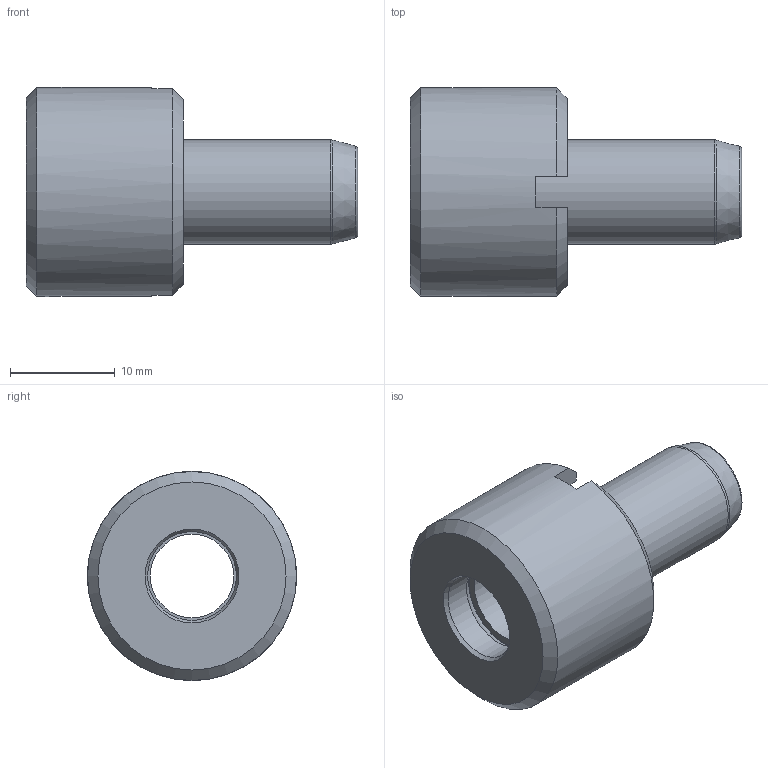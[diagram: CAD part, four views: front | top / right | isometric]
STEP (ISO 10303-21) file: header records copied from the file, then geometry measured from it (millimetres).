
FILE_DESCRIPTION(/* description */ (''),/* implementation_level */ '2;1');
FILE_NAME(/* name */ '7808001_-.stp',/* time_stamp */ '2021-04-28T13:51:03+02:00',/* author */ ('Fai'),/* organization */ (''),/* preprocessor_version */ 'ST-DEVELOPER v17.2',/* originating_system */ 'Autodesk Inventor 2019',/* authorisation */ '');
FILE_SCHEMA (('AUTOMOTIVE_DESIGN { 1 0 10303 214 3 1 1 }'));
Length unit declared in the file: millimetre
Products named in the file (1): 7808001
Bounding box: 31.7 x 20 x 20 mm (x, y, z)
Volume: 3740.1 mm3; surface area: 4066.8 mm2
Topology: 1 solids, 1 shells, 52 faces, 143 edges, 100 vertices
Faces by surface type: plane 19, torus 12, cylinder 11, cone 10
Full cylindrical faces by diameter (mm): 8 x1, 8.5 x1, 10 x1, 10.5 x1, 14.3 x2, 14.8 x1, 15 x1, 20 x1
Entity records: 1864 total; most frequent: DIRECTION 337, CARTESIAN_POINT 320, ORIENTED_EDGE 286, AXIS2_PLACEMENT_3D 152, EDGE_CURVE 143, VERTEX_POINT 100, CIRCLE 95, EDGE_LOOP 61
